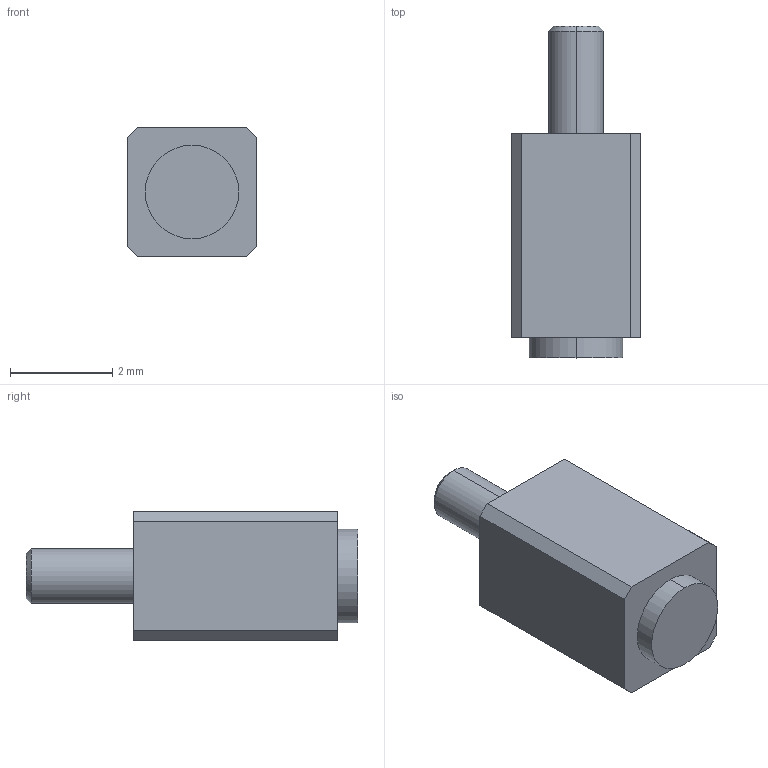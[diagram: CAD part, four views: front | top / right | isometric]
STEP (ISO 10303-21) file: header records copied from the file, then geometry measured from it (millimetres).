
FILE_DESCRIPTION (( 'STEP AP214' ), '1' );
FILE_NAME ('Ïðóæèííûå êîíòàêòû FKB 5322_1-04-65.STEP', '2020-05-29T07:10:57', ( '' ), ( '' ), 'SwSTEP 2.0', 'SolidWorks 2014', '' );
FILE_SCHEMA (( 'AUTOMOTIVE_DESIGN' ));
Length unit declared in the file: millimetre
Products named in the file (1): Ïðóæèííûå êîíòàêòû FKB 5322_1-04-65
Bounding box: 2.54 x 6.5 x 2.54 mm (x, y, z)
Volume: 28.4 mm3; surface area: 60.7 mm2
Topology: 1 solids, 1 shells, 18 faces, 40 edges, 26 vertices
Faces by surface type: plane 12, cylinder 4, cone 2
Entity records: 620 total; most frequent: DIRECTION 88, CARTESIAN_POINT 85, ORIENTED_EDGE 80, EDGE_CURVE 40, LINE 30, VECTOR 30, AXIS2_PLACEMENT_3D 29, VERTEX_POINT 26
